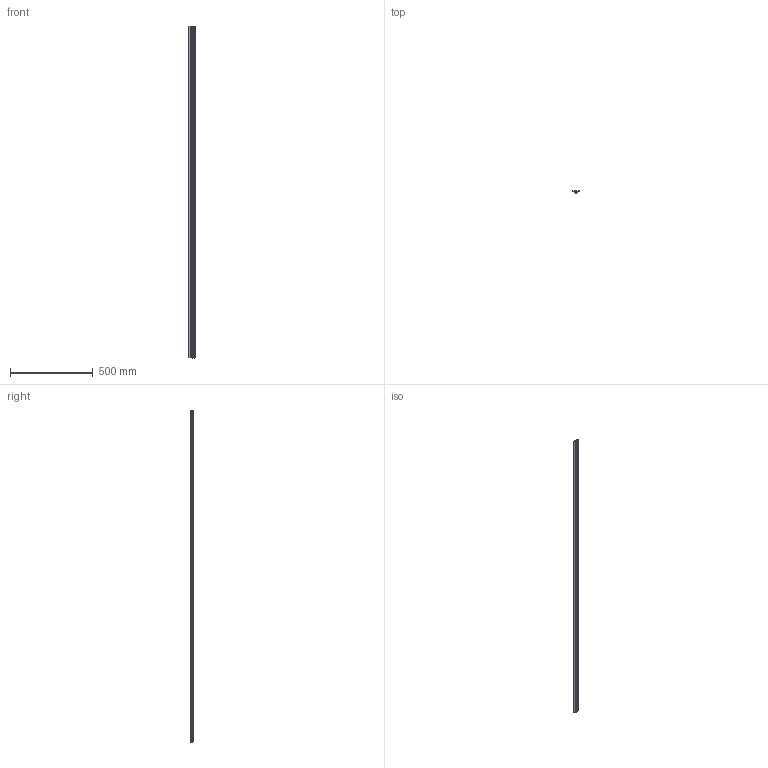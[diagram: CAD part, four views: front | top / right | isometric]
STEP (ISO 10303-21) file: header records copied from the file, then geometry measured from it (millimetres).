
FILE_DESCRIPTION (( 'STEP AP203' ), '1' );
FILE_NAME ('402537116_c_1.STEP', '2023-01-26T04:52:40', ( '' ), ( '' ), 'SwSTEP 2.0', 'SolidWorks 2014', '' );
FILE_SCHEMA (( 'CONFIG_CONTROL_DESIGN' ));
Length unit declared in the file: millimetre
Products named in the file (1): 402537116_c_1
Bounding box: 39 x 12.54 x 2000 mm (x, y, z)
Volume: 172909.3 mm3; surface area: 413110.5 mm2
Topology: 1 solids, 1 shells, 56 faces, 162 edges, 108 vertices
Faces by surface type: cylinder 29, plane 27
Entity records: 1945 total; most frequent: DIRECTION 338, CARTESIAN_POINT 327, ORIENTED_EDGE 324, EDGE_CURVE 162, AXIS2_PLACEMENT_3D 119, VERTEX_POINT 108, LINE 100, VECTOR 100
